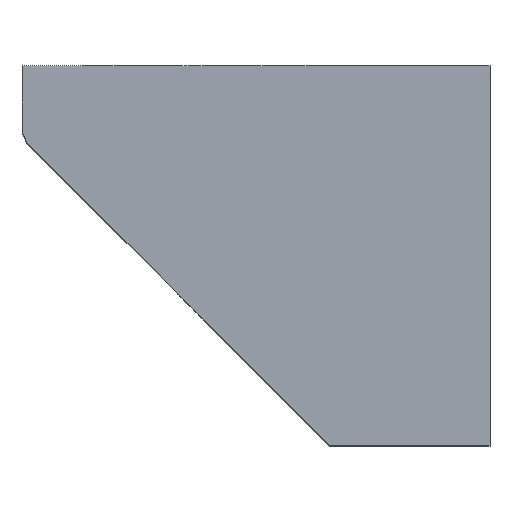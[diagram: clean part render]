
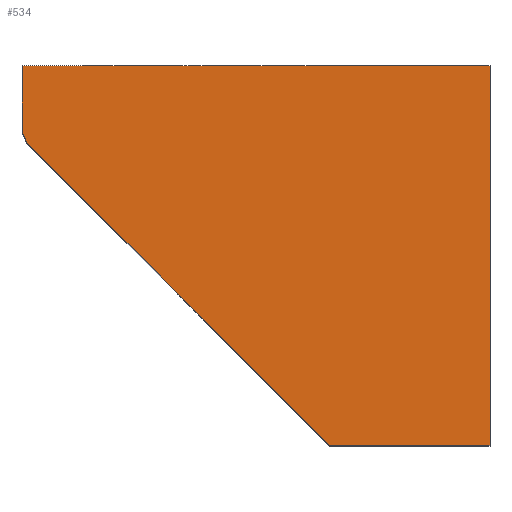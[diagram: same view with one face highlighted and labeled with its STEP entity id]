
A CAD part, top view. The second image highlights one B-rep face of the part: STEP entity #534.
In plain terms, the highlighted planar face has unit normal (0, 0, 1).
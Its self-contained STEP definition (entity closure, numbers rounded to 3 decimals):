
#71=FACE_OUTER_BOUND('',#99,.T.);
#99=EDGE_LOOP('',(#362,#363,#364,#365,#366,#367));
#135=LINE('',#825,#180);
#137=LINE('',#829,#182);
#138=LINE('',#831,#183);
#139=LINE('',#833,#184);
#140=LINE('',#835,#185);
#141=LINE('',#836,#186);
#180=VECTOR('',#650,10.);
#182=VECTOR('',#654,32.277);
#183=VECTOR('',#655,12.);
#184=VECTOR('',#656,28.4);
#185=VECTOR('',#657,35.);
#186=VECTOR('',#658,5.15);
#225=VERTEX_POINT('',#822);
#226=VERTEX_POINT('',#824);
#227=VERTEX_POINT('',#828);
#228=VERTEX_POINT('',#830);
#229=VERTEX_POINT('',#832);
#230=VERTEX_POINT('',#834);
#280=EDGE_CURVE('',#225,#226,#135,.T.);
#282=EDGE_CURVE('',#225,#227,#137,.T.);
#283=EDGE_CURVE('',#227,#228,#138,.T.);
#284=EDGE_CURVE('',#228,#229,#139,.T.);
#285=EDGE_CURVE('',#229,#230,#140,.T.);
#286=EDGE_CURVE('',#230,#226,#141,.T.);
#362=ORIENTED_EDGE('',*,*,#280,.F.);
#363=ORIENTED_EDGE('',*,*,#282,.T.);
#364=ORIENTED_EDGE('',*,*,#283,.T.);
#365=ORIENTED_EDGE('',*,*,#284,.T.);
#366=ORIENTED_EDGE('',*,*,#285,.T.);
#367=ORIENTED_EDGE('',*,*,#286,.T.);
#519=PLANE('',#582);
#534=ADVANCED_FACE('',(#71),#519,.F.);
#582=AXIS2_PLACEMENT_3D('',#827,#652,#653);
#650=DIRECTION('',(-0.383,0.924,0.));
#652=DIRECTION('center_axis',(0.,0.,-1.));
#653=DIRECTION('ref_axis',(-1.,0.,0.));
#654=DIRECTION('',(0.707,-0.707,0.));
#655=DIRECTION('',(1.,0.,0.));
#656=DIRECTION('',(0.,1.,0.));
#657=DIRECTION('',(-1.,0.,0.));
#658=DIRECTION('',(0.,-1.,0.));
#822=CARTESIAN_POINT('',(0.354,-5.754,18.));
#824=CARTESIAN_POINT('',(0.,-4.9,18.));
#825=CARTESIAN_POINT('',(-0.778,-3.022,18.));
#827=CARTESIAN_POINT('Origin',(0.,0.,18.));
#828=CARTESIAN_POINT('',(23.,-28.4,18.));
#829=CARTESIAN_POINT('',(0.177,-5.577,18.));
#830=CARTESIAN_POINT('',(35.,-28.4,18.));
#831=CARTESIAN_POINT('',(23.,-28.4,18.));
#832=CARTESIAN_POINT('',(35.,0.,18.));
#833=CARTESIAN_POINT('',(35.,-28.4,18.));
#834=CARTESIAN_POINT('',(0.,0.,18.));
#835=CARTESIAN_POINT('',(35.,0.,18.));
#836=CARTESIAN_POINT('',(0.,0.,18.));
